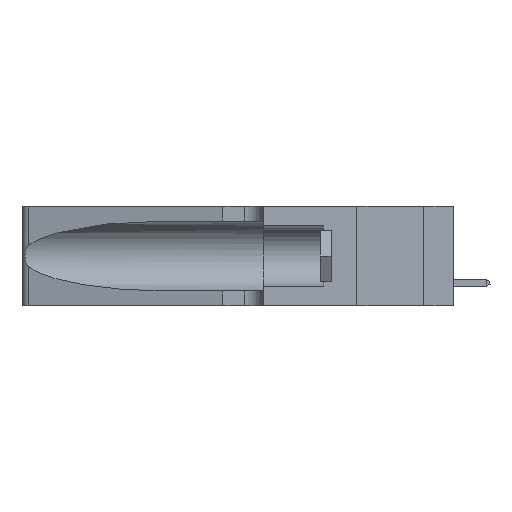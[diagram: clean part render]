
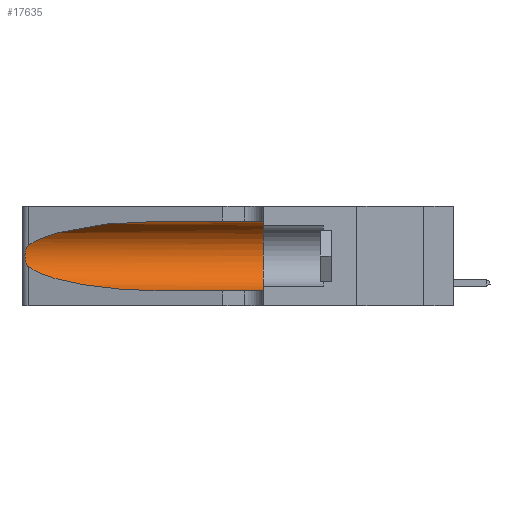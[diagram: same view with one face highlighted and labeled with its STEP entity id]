
A CAD part, left-side view. The second image highlights one B-rep face of the part: STEP entity #17635.
In plain terms, the highlighted cylindrical face has radius 3.308 mm (diameter 6.617 mm), a partial arc.
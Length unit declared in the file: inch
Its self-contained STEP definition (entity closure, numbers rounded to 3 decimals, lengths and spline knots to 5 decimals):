
#290 = EDGE_LOOP ( 'NONE', ( #21308, #2931, #19035, #20811, #23787, #22618 ) ) ;
#825 = CARTESIAN_POINT ( 'NONE',  ( 0.26075, 1.23896, 0.19203 ) ) ;
#1319 = VERTEX_POINT ( 'NONE', #6864 ) ;
#1347 = CARTESIAN_POINT ( 'NONE',  ( 0.1305, 0.72297, 0.31525 ) ) ;
#1412 = CARTESIAN_POINT ( 'NONE',  ( 0.25487, 1.22718, 0.22369 ) ) ;
#1583 = VERTEX_POINT ( 'NONE', #22784 ) ;
#1929 = DIRECTION ( 'NONE',  ( 0., 0., -1. ) ) ;
#1993 = VERTEX_POINT ( 'NONE', #1412 ) ;
#2308 = CARTESIAN_POINT ( 'NONE',  ( 0.25639, 1.23184, 0.21858 ) ) ;
#2644 = CARTESIAN_POINT ( 'NONE',  ( 0.25856, 1.23593, 0.16098 ) ) ;
#2725 = CARTESIAN_POINT ( 'NONE',  ( 0.25555, 1.22993, 0.14849 ) ) ;
#2887 = CARTESIAN_POINT ( 'NONE',  ( 0.1305, 1.61858, 0.31525 ) ) ;
#2931 = ORIENTED_EDGE ( 'NONE', *, *, #5076, .T. ) ;
#3796 =( BOUNDED_CURVE ( )  B_SPLINE_CURVE ( 3, ( #22805, #9889, #11435, #19108 ),
 .UNSPECIFIED., .F., .T. ) 
 B_SPLINE_CURVE_WITH_KNOTS ( ( 4, 4 ),
 ( 3.44316, 4.71239 ),
 .UNSPECIFIED. ) 
 CURVE ( )  GEOMETRIC_REPRESENTATION_ITEM ( )  RATIONAL_B_SPLINE_CURVE ( ( 1., 0.87, 0.87, 1. ) ) 
 REPRESENTATION_ITEM ( '' )  );
#4692 = VECTOR ( 'NONE', #5008, 39.37008 ) ;
#4840 = CYLINDRICAL_SURFACE ( 'NONE', #17338, 0.13025 ) ;
#5008 = DIRECTION ( 'NONE',  ( 0., -1., 0. ) ) ;
#5076 = EDGE_CURVE ( 'NONE', #1993, #15459, #11674, .T. ) ;
#5915 = VERTEX_POINT ( 'NONE', #6213 ) ;
#6213 = CARTESIAN_POINT ( 'NONE',  ( 0.1305, 0.72297, 0.05475 ) ) ;
#6440 = CARTESIAN_POINT ( 'NONE',  ( 0.26018, 1.23835, 0.19895 ) ) ;
#6828 = CIRCLE ( 'NONE', #15926, 0.13025 ) ;
#6864 = CARTESIAN_POINT ( 'NONE',  ( 0.1305, 0.72297, 0.31525 ) ) ;
#6882 = DIRECTION ( 'NONE',  ( 0., 0., 1. ) ) ;
#7129 = CARTESIAN_POINT ( 'NONE',  ( 0.1305, 0.35, 0.185 ) ) ;
#7261 = VERTEX_POINT ( 'NONE', #17733 ) ;
#8148 = CARTESIAN_POINT ( 'NONE',  ( 0.25854, 1.2359, 0.20912 ) ) ;
#8471 = CARTESIAN_POINT ( 'NONE',  ( 0.25639, 1.23186, 0.15144 ) ) ;
#8607 = FACE_OUTER_BOUND ( 'NONE', #290, .T. ) ;
#8774 = DIRECTION ( 'NONE',  ( 0., 1., 0. ) ) ;
#9694 = EDGE_CURVE ( 'NONE', #5915, #7261, #21192, .T. ) ;
#9889 = CARTESIAN_POINT ( 'NONE',  ( 0.2373, 1.15595, 0.08982 ) ) ;
#10049 = CARTESIAN_POINT ( 'NONE',  ( 0.1305, 1.61858, 0.05475 ) ) ;
#10098 = CARTESIAN_POINT ( 'NONE',  ( 0.25789, 1.23486, 0.15765 ) ) ;
#11141 = EDGE_CURVE ( 'NONE', #1583, #7261, #6828, .T. ) ;
#11435 = CARTESIAN_POINT ( 'NONE',  ( 0.18966, 0.96281, 0.05475 ) ) ;
#11674 = B_SPLINE_CURVE_WITH_KNOTS ( 'NONE', 3,
 ( #15527, #19083, #2308, #19249, #8148, #6440, #825, #17695, #19401, #2644, #10098, #8471, #2725, #11970 ),
 .UNSPECIFIED., .F., .F.,
 ( 4, 2, 2, 2, 2, 2, 4 ),
 ( 0., 0.00027, 0.00053, 0.00107, 0.0016, 0.00187, 0.00214 ),
 .UNSPECIFIED. ) ;
#11970 = CARTESIAN_POINT ( 'NONE',  ( 0.25487, 1.22718, 0.14631 ) ) ;
#12556 = CARTESIAN_POINT ( 'NONE',  ( 0.18966, 0.96281, 0.31525 ) ) ;
#13643 = EDGE_CURVE ( 'NONE', #15459, #5915, #3796, .T. ) ;
#14902 = CARTESIAN_POINT ( 'NONE',  ( 0.1305, 1.61858, 0.185 ) ) ;
#15459 = VERTEX_POINT ( 'NONE', #23686 ) ;
#15462 = EDGE_CURVE ( 'NONE', #1319, #1993, #16720, .T. ) ;
#15527 = CARTESIAN_POINT ( 'NONE',  ( 0.25487, 1.22718, 0.22369 ) ) ;
#15926 = AXIS2_PLACEMENT_3D ( 'NONE', #7129, #8774, #6882 ) ;
#15998 = VECTOR ( 'NONE', #21277, 39.37008 ) ;
#16169 = CARTESIAN_POINT ( 'NONE',  ( 0.2373, 1.15595, 0.28018 ) ) ;
#16720 =( BOUNDED_CURVE ( )  B_SPLINE_CURVE ( 3, ( #1347, #12556, #16169, #18134 ),
 .UNSPECIFIED., .F., .F. ) 
 B_SPLINE_CURVE_WITH_KNOTS ( ( 4, 4 ),
 ( 1.5708, 2.84003 ),
 .UNSPECIFIED. ) 
 CURVE ( )  GEOMETRIC_REPRESENTATION_ITEM ( )  RATIONAL_B_SPLINE_CURVE ( ( 1., 0.87, 0.87, 1. ) ) 
 REPRESENTATION_ITEM ( '' )  );
#17338 = AXIS2_PLACEMENT_3D ( 'NONE', #14902, #22214, #1929 ) ;
#17635 = ADVANCED_FACE ( 'NONE', ( #8607 ), #4840, .F. ) ;
#17695 = CARTESIAN_POINT ( 'NONE',  ( 0.26075, 1.23896, 0.178 ) ) ;
#17733 = CARTESIAN_POINT ( 'NONE',  ( 0.1305, 0.35, 0.05475 ) ) ;
#18134 = CARTESIAN_POINT ( 'NONE',  ( 0.25487, 1.22718, 0.22369 ) ) ;
#19035 = ORIENTED_EDGE ( 'NONE', *, *, #13643, .T. ) ;
#19083 = CARTESIAN_POINT ( 'NONE',  ( 0.25555, 1.22994, 0.2215 ) ) ;
#19108 = CARTESIAN_POINT ( 'NONE',  ( 0.1305, 0.72297, 0.05475 ) ) ;
#19249 = CARTESIAN_POINT ( 'NONE',  ( 0.25787, 1.23484, 0.2124 ) ) ;
#19401 = CARTESIAN_POINT ( 'NONE',  ( 0.26017, 1.23833, 0.17102 ) ) ;
#19907 = EDGE_CURVE ( 'NONE', #1319, #1583, #21765, .T. ) ;
#20811 = ORIENTED_EDGE ( 'NONE', *, *, #9694, .T. ) ;
#21192 = LINE ( 'NONE', #10049, #15998 ) ;
#21277 = DIRECTION ( 'NONE',  ( 0., -1., 0. ) ) ;
#21308 = ORIENTED_EDGE ( 'NONE', *, *, #15462, .T. ) ;
#21765 = LINE ( 'NONE', #2887, #4692 ) ;
#22214 = DIRECTION ( 'NONE',  ( 0., -1., 0. ) ) ;
#22618 = ORIENTED_EDGE ( 'NONE', *, *, #19907, .F. ) ;
#22784 = CARTESIAN_POINT ( 'NONE',  ( 0.1305, 0.35, 0.31525 ) ) ;
#22805 = CARTESIAN_POINT ( 'NONE',  ( 0.25487, 1.22718, 0.14631 ) ) ;
#23686 = CARTESIAN_POINT ( 'NONE',  ( 0.25487, 1.22718, 0.14631 ) ) ;
#23787 = ORIENTED_EDGE ( 'NONE', *, *, #11141, .F. ) ;
